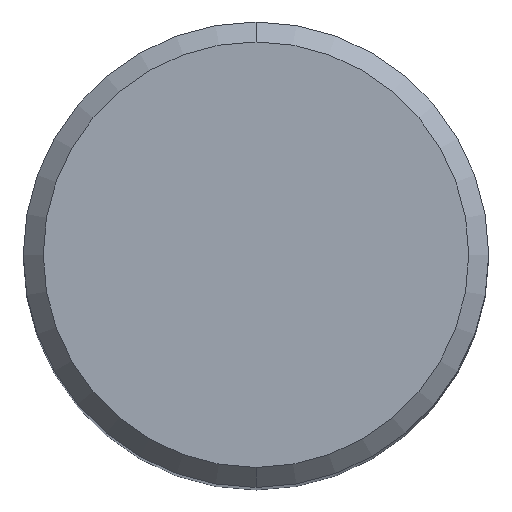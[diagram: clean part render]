
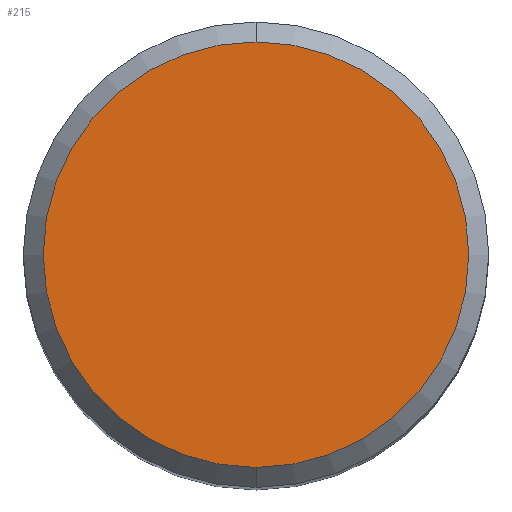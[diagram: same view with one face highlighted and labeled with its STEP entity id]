
A CAD part, top view. The second image highlights one B-rep face of the part: STEP entity #215.
In plain terms, the highlighted planar face has unit normal (0, 0, 1).
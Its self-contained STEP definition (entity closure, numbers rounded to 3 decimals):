
#99=VERTEX_POINT('',#250);
#115=EDGE_CURVE('',#99,#149,#269,.T.);
#119=EDGE_CURVE('',#149,#99,#273,.T.);
#149=VERTEX_POINT('',#307);
#215=ADVANCED_FACE('',(#380),#381,.T.);
#250=CARTESIAN_POINT('',(0.0,6.4,0.));
#269=CIRCLE('',#435,6.4);
#273=CIRCLE('',#441,6.4);
#307=CARTESIAN_POINT('',(0.,-6.4,0.));
#380=FACE_OUTER_BOUND('',#579,.T.);
#381=PLANE('',#580);
#435=AXIS2_PLACEMENT_3D('',#630,#631,#632);
#441=AXIS2_PLACEMENT_3D('',#636,#637,#638);
#579=EDGE_LOOP('',(#769,#770));
#580=AXIS2_PLACEMENT_3D('',#771,#772,#773);
#630=CARTESIAN_POINT('',(0.0,0.0,0.));
#631=DIRECTION('',(0.0,0.0,-1.0));
#632=DIRECTION('',(0.0,1.0,0.0));
#636=CARTESIAN_POINT('',(0.0,0.0,0.));
#637=DIRECTION('',(0.0,0.0,-1.0));
#638=DIRECTION('',(0.0,1.0,0.0));
#769=ORIENTED_EDGE('',*,*,#115,.F.);
#770=ORIENTED_EDGE('',*,*,#119,.F.);
#771=CARTESIAN_POINT('',(0.0,3.2,0.));
#772=DIRECTION('',(-0.0,0.0,1.0));
#773=DIRECTION('',(0.0,-1.0,0.0));
